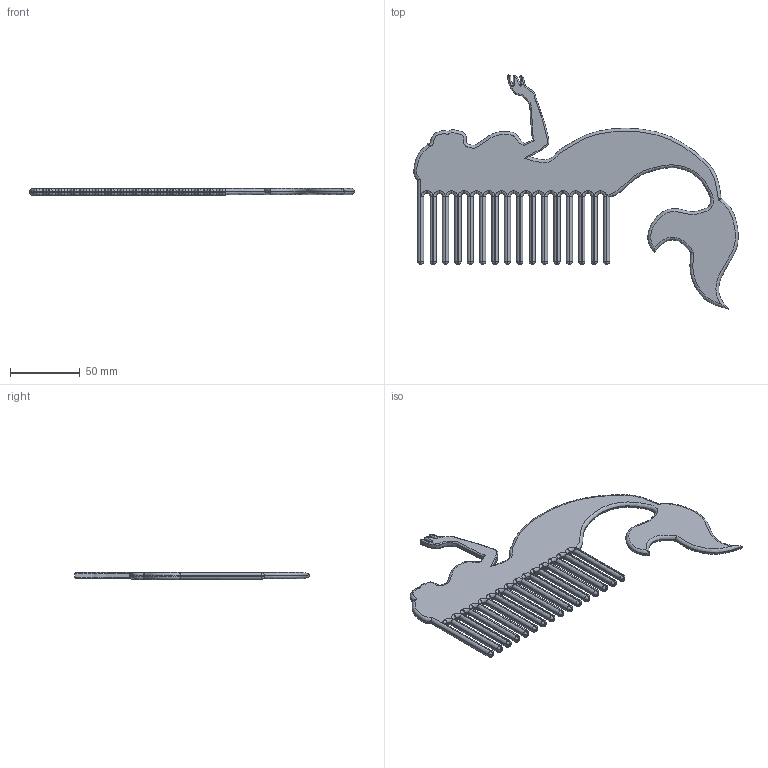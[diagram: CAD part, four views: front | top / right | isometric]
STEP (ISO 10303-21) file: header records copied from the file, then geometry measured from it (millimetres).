
FILE_DESCRIPTION(/* description */ ('Unknown'),/* implementation_level */ '2;1');
FILE_NAME(/* name */ 'Mermaid Shower Comb',/* time_stamp */ '2018-04-24T19:32:18-04:00',/* author */ ('Unknown'),/* organization */ ('Unknown'),/* preprocessor_version */ 'ST-DEVELOPER v16.7',/* originating_system */ 'DEX',/* authorisation */ $);
FILE_SCHEMA (('TECHNICAL_DATA_PACKAGING','AUTOMOTIVE_DESIGN {1 0 10303 214 3 1 1}'));
Length unit declared in the file: millimetre
Products named in the file (1): Mermaid Shower Comb
Bounding box: 232.79 x 168.06 x 5.08 mm (x, y, z)
Volume: 61539.8 mm3; surface area: 36680.9 mm2
Topology: 1 solids, 1 shells, 428 faces, 1015 edges, 514 vertices
Faces by surface type: cylinder 188, plane 68, sphere 64, torus 63, bspline 45
Entity records: 20111 total; most frequent: CARTESIAN_POINT 10848, DIRECTION 2046, ORIENTED_EDGE 1880, EDGE_CURVE 940, AXIS2_PLACEMENT_3D 825, VERTEX_POINT 514, CIRCLE 441, EDGE_LOOP 428
